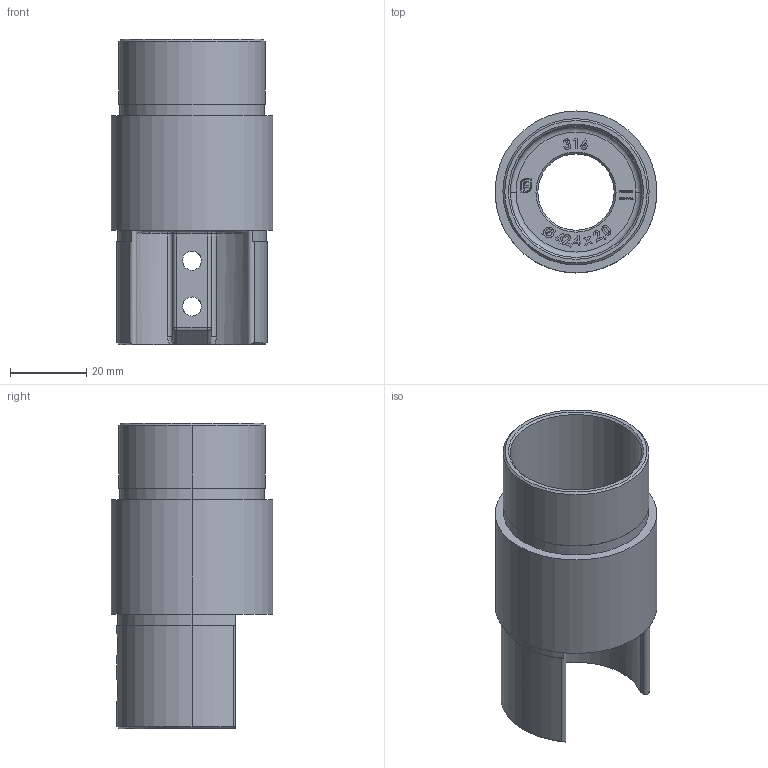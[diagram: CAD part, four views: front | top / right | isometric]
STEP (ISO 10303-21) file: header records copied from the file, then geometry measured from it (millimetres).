
FILE_DESCRIPTION (( 'STEP AP203' ), '1' );
FILE_NAME ('60344-V4A.STEP', '2021-01-18T14:25:50', ( '' ), ( '' ), 'SwSTEP 2.0', 'SolidWorks 2018', '' );
FILE_SCHEMA (( 'CONFIG_CONTROL_DESIGN' ));
Length unit declared in the file: millimetre
Products named in the file (2): 60344-V4A
Bounding box: 42.4 x 42.4 x 80 mm (x, y, z)
Volume: 27517.5 mm3; surface area: 19066.7 mm2
Topology: 1 solids, 1 shells, 497 faces, 1312 edges, 862 vertices
Faces by surface type: plane 281, bspline 161, cylinder 35, cone 9, torus 7, sphere 4
Entity records: 25457 total; most frequent: CARTESIAN_POINT 14068, ORIENTED_EDGE 2616, DIRECTION 1736, EDGE_CURVE 1308, LINE 884, VECTOR 884, VERTEX_POINT 862, EDGE_LOOP 552
